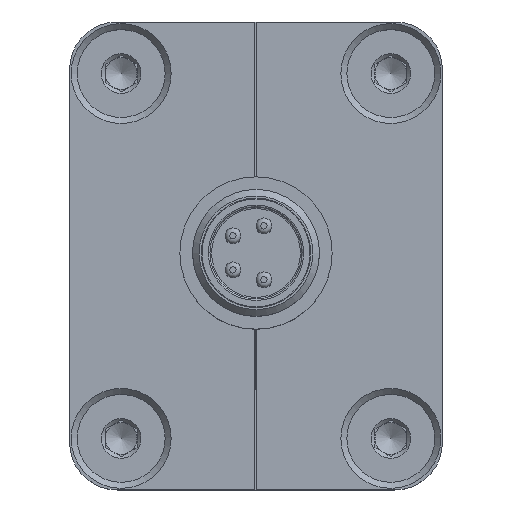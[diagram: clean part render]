
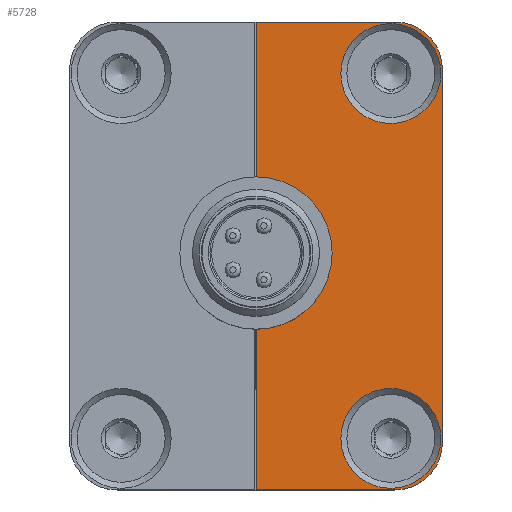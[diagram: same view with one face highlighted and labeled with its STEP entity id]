
A CAD part, top view. The second image highlights one B-rep face of the part: STEP entity #5728.
In plain terms, the highlighted face is planar.
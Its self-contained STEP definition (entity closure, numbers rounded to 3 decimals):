
#683=PLANE('',#6127);
#980=CIRCLE('',#6061,2.25);
#1008=CIRCLE('',#6107,3.15);
#1021=CIRCLE('',#6126,3.15);
#1022=CIRCLE('',#6128,3.);
#1023=CIRCLE('',#6129,3.);
#1301=VERTEX_POINT('',#6735);
#1302=VERTEX_POINT('',#6737);
#1358=VERTEX_POINT('',#6970);
#1371=VERTEX_POINT('',#7008);
#1372=VERTEX_POINT('',#7012);
#1373=VERTEX_POINT('',#7014);
#1374=VERTEX_POINT('',#7016);
#1375=VERTEX_POINT('',#7018);
#1376=VERTEX_POINT('',#7020);
#1377=VERTEX_POINT('',#7022);
#1849=VECTOR('',#15696,1.);
#1850=VECTOR('',#15697,1.);
#1851=VECTOR('',#15700,1.);
#1852=VECTOR('',#15703,1.);
#1853=VECTOR('',#15704,1.);
#2187=LINE('',#7011,#1849);
#2188=LINE('',#7013,#1850);
#2189=LINE('',#7017,#1851);
#2190=LINE('',#7021,#1852);
#2191=LINE('',#7023,#1853);
#2479=EDGE_CURVE('',#1301,#1302,#980,.F.);
#2555=EDGE_CURVE('',#1358,#1358,#1008,.F.);
#2574=EDGE_CURVE('',#1371,#1371,#1021,.F.);
#2575=EDGE_CURVE('',#1372,#1301,#2187,.T.);
#2576=EDGE_CURVE('',#1373,#1372,#2188,.T.);
#2577=EDGE_CURVE('',#1374,#1373,#1022,.T.);
#2578=EDGE_CURVE('',#1375,#1374,#2189,.T.);
#2579=EDGE_CURVE('',#1376,#1375,#1023,.T.);
#2580=EDGE_CURVE('',#1377,#1376,#2190,.T.);
#2581=EDGE_CURVE('',#1302,#1377,#2191,.T.);
#3417=ORIENTED_EDGE('',*,*,#2555,.T.);
#3418=ORIENTED_EDGE('',*,*,#2574,.T.);
#3419=ORIENTED_EDGE('',*,*,#2479,.F.);
#3420=ORIENTED_EDGE('',*,*,#2575,.F.);
#3421=ORIENTED_EDGE('',*,*,#2576,.F.);
#3422=ORIENTED_EDGE('',*,*,#2577,.F.);
#3423=ORIENTED_EDGE('',*,*,#2578,.F.);
#3424=ORIENTED_EDGE('',*,*,#2579,.F.);
#3425=ORIENTED_EDGE('',*,*,#2580,.F.);
#3426=ORIENTED_EDGE('',*,*,#2581,.F.);
#4924=EDGE_LOOP('',(#3417));
#4925=EDGE_LOOP('',(#3418));
#4926=EDGE_LOOP('',(#3419,#3420,#3421,#3422,#3423,#3424,#3425,#3426));
#5326=FACE_BOUND('',#4924,.T.);
#5327=FACE_BOUND('',#4925,.T.);
#5328=FACE_BOUND('',#4926,.T.);
#5728=ADVANCED_FACE('',(#5326,#5327,#5328),#683,.F.);
#6061=AXIS2_PLACEMENT_3D('',#6736,#15522,#15523);
#6107=AXIS2_PLACEMENT_3D('',#6971,#15649,#15650);
#6126=AXIS2_PLACEMENT_3D('',#7009,#15693,#15694);
#6127=AXIS2_PLACEMENT_3D('',#7010,#15695,$);
#6128=AXIS2_PLACEMENT_3D('',#7015,#15698,#15699);
#6129=AXIS2_PLACEMENT_3D('',#7019,#15701,#15702);
#6735=CARTESIAN_POINT('',(0.,2.25,-54.));
#6736=CARTESIAN_POINT('',(0.,0.,-54.));
#6737=CARTESIAN_POINT('',(0.,-2.25,-54.));
#6970=CARTESIAN_POINT('',(11.65,-11.5,-54.));
#6971=CARTESIAN_POINT('',(8.5,-11.5,-54.));
#7008=CARTESIAN_POINT('',(11.65,11.5,-54.));
#7009=CARTESIAN_POINT('',(8.5,11.5,-54.));
#7010=CARTESIAN_POINT('',(8.75,-11.75,-54.));
#7011=CARTESIAN_POINT('',(0.,1.5,-54.));
#7012=CARTESIAN_POINT('',(0.,14.75,-54.));
#7013=CARTESIAN_POINT('',(4.375,14.75,-54.));
#7014=CARTESIAN_POINT('',(8.75,14.75,-54.));
#7015=CARTESIAN_POINT('',(8.75,11.75,-54.));
#7016=CARTESIAN_POINT('',(11.75,11.75,-54.));
#7017=CARTESIAN_POINT('',(11.75,-11.75,-54.));
#7018=CARTESIAN_POINT('',(11.75,-11.75,-54.));
#7019=CARTESIAN_POINT('',(8.75,-11.75,-54.));
#7020=CARTESIAN_POINT('',(8.75,-14.75,-54.));
#7021=CARTESIAN_POINT('',(0.,-14.75,-54.));
#7022=CARTESIAN_POINT('',(0.,-14.75,-54.));
#7023=CARTESIAN_POINT('',(0.,1.5,-54.));
#15522=DIRECTION('',(0.,0.,1.));
#15523=DIRECTION('',(-2.25,0.,0.));
#15649=DIRECTION('',(0.,0.,-1.));
#15650=DIRECTION('',(3.15,0.,0.));
#15693=DIRECTION('',(0.,0.,-1.));
#15694=DIRECTION('',(3.15,0.,0.));
#15695=DIRECTION('',(0.,0.,1.));
#15696=DIRECTION('',(0.,-1.,0.));
#15697=DIRECTION('',(-1.,0.,0.));
#15698=DIRECTION('',(0.,0.,1.));
#15699=DIRECTION('',(3.,0.,0.));
#15700=DIRECTION('',(0.,1.,0.));
#15701=DIRECTION('',(0.,0.,1.));
#15702=DIRECTION('',(3.,0.,0.));
#15703=DIRECTION('',(1.,0.,0.));
#15704=DIRECTION('',(0.,-1.,0.));
